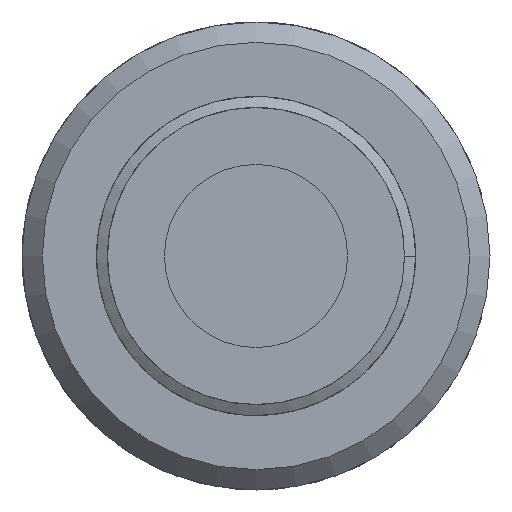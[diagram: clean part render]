
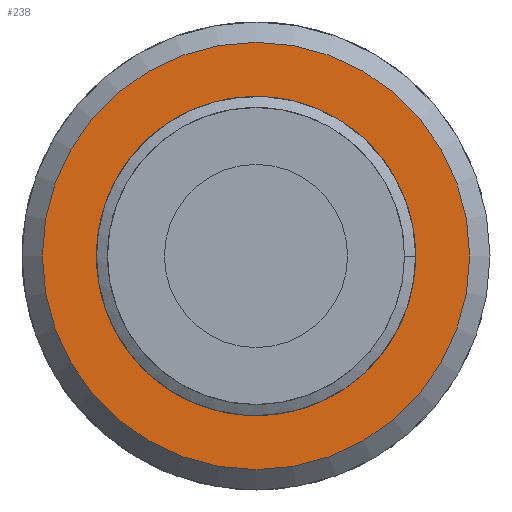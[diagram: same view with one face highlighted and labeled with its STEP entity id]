
A CAD part, front view. The second image highlights one B-rep face of the part: STEP entity #238.
In plain terms, the highlighted planar face has unit normal (0, -1, 0).
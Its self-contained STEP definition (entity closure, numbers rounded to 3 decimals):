
#238=ADVANCED_FACE('',(#239,#250),#378,.F.);
#239=FACE_BOUND('',#240,.T.);
#240=EDGE_LOOP('',(#241));
#241=ORIENTED_EDGE('',*,*,#242,.T.);
#242=EDGE_CURVE('',#243,#243,#245,.T.);
#243=VERTEX_POINT('',#244);
#244=CARTESIAN_POINT('',(0.,0.0,10.5));
#245=CIRCLE('',#246,10.5);
#246=AXIS2_PLACEMENT_3D('',#247,#248,#249);
#247=CARTESIAN_POINT('',(0.0,0.0,0.0));
#248=DIRECTION('',(0.0,-1.0,0.0));
#249=DIRECTION('',(0.0,0.0,1.0));
#250=FACE_BOUND('',#251,.T.);
#251=EDGE_LOOP('',(#252,#293,#302,#341));
#252=ORIENTED_EDGE('',*,*,#253,.T.);
#253=EDGE_CURVE('',#254,#256,#258,.F.);
#254=VERTEX_POINT('',#255);
#255=CARTESIAN_POINT('',(-3.001,0.,7.244));
#256=VERTEX_POINT('',#257);
#257=CARTESIAN_POINT('',(7.3,0.0,0.0));
#258=B_SPLINE_CURVE_WITH_KNOTS('',3,(#259,#260,#261,#262,#263,#264,#265,#266,#267,#268,#269,#270,#271,#272,#273,#274,#275,#276,#277,#278,#279,#280,#281,#282,#283,#284,#285,#286,#287,#288,#289,#290,#291,#292),.UNSPECIFIED.,.F.,.U.,(4,2,2,2,2,2,2,2,2,2,2,2,2,2,2,2,4),(0.0,0.667,1.333,2.589,3.845,5.1,6.356,7.617,8.879,10.172,11.464,12.11,12.756,13.401,14.047,14.493,14.94),.UNSPECIFIED.);
#259=CARTESIAN_POINT('',(7.3,0.0,0.0));
#260=CARTESIAN_POINT('',(7.308,0.0,0.223));
#261=CARTESIAN_POINT('',(7.306,0.,0.445));
#262=CARTESIAN_POINT('',(7.282,0.,0.889));
#263=CARTESIAN_POINT('',(7.26,0.,1.111));
#264=CARTESIAN_POINT('',(7.167,0.,1.747));
#265=CARTESIAN_POINT('',(7.072,0.,2.152));
#266=CARTESIAN_POINT('',(6.817,0.,2.94));
#267=CARTESIAN_POINT('',(6.656,0.,3.324));
#268=CARTESIAN_POINT('',(6.267,0.,4.069));
#269=CARTESIAN_POINT('',(6.043,0.,4.419));
#270=CARTESIAN_POINT('',(5.542,0.,5.078));
#271=CARTESIAN_POINT('',(5.263,0.,5.387));
#272=CARTESIAN_POINT('',(4.649,0.,5.963));
#273=CARTESIAN_POINT('',(4.321,0.,6.223));
#274=CARTESIAN_POINT('',(3.629,0.,6.685));
#275=CARTESIAN_POINT('',(3.264,0.,6.888));
#276=CARTESIAN_POINT('',(2.485,0.,7.24));
#277=CARTESIAN_POINT('',(2.081,0.,7.382));
#278=CARTESIAN_POINT('',(1.256,0.,7.598));
#279=CARTESIAN_POINT('',(0.834,0.,7.671));
#280=CARTESIAN_POINT('',(0.188,0.,7.727));
#281=CARTESIAN_POINT('',(-0.026,0.,7.737));
#282=CARTESIAN_POINT('',(-0.454,0.,7.738));
#283=CARTESIAN_POINT('',(-0.667,0.,7.73));
#284=CARTESIAN_POINT('',(-1.092,0.,7.697));
#285=CARTESIAN_POINT('',(-1.304,0.,7.671));
#286=CARTESIAN_POINT('',(-1.726,0.,7.603));
#287=CARTESIAN_POINT('',(-1.936,0.,7.56));
#288=CARTESIAN_POINT('',(-2.291,0.,7.472));
#289=CARTESIAN_POINT('',(-2.435,0.,7.433));
#290=CARTESIAN_POINT('',(-2.72,0.,7.345));
#291=CARTESIAN_POINT('',(-2.861,0.,7.297));
#292=CARTESIAN_POINT('',(-3.001,0.,7.244));
#293=ORIENTED_EDGE('',*,*,#294,.T.);
#294=EDGE_CURVE('',#256,#295,#297,.F.);
#295=VERTEX_POINT('',#296);
#296=CARTESIAN_POINT('',(0.,0.,-7.3));
#297=CIRCLE('',#298,7.3);
#298=AXIS2_PLACEMENT_3D('',#299,#300,#301);
#299=CARTESIAN_POINT('',(0.0,0.0,0.0));
#300=DIRECTION('',(0.0,-1.0,0.0));
#301=DIRECTION('',(0.0,0.0,1.0));
#302=ORIENTED_EDGE('',*,*,#303,.T.);
#303=EDGE_CURVE('',#295,#304,#306,.F.);
#304=VERTEX_POINT('',#305);
#305=CARTESIAN_POINT('',(-7.244,0.,3.001));
#306=B_SPLINE_CURVE_WITH_KNOTS('',3,(#307,#308,#309,#310,#311,#312,#313,#314,#315,#316,#317,#318,#319,#320,#321,#322,#323,#324,#325,#326,#327,#328,#329,#330,#331,#332,#333,#334,#335,#336,#337,#338,#339,#340),.UNSPECIFIED.,.F.,.U.,(4,2,2,2,2,2,2,2,2,2,2,2,2,2,2,2,4),(0.0,0.666,1.333,1.998,2.663,3.328,3.993,5.311,6.629,7.922,9.214,10.507,11.8,13.056,14.312,14.629,14.946),.UNSPECIFIED.);
#307=CARTESIAN_POINT('',(-7.244,0.,3.001));
#308=CARTESIAN_POINT('',(-7.322,0.,2.792));
#309=CARTESIAN_POINT('',(-7.391,0.,2.58));
#310=CARTESIAN_POINT('',(-7.51,0.,2.152));
#311=CARTESIAN_POINT('',(-7.561,0.,1.936));
#312=CARTESIAN_POINT('',(-7.643,0.,1.498));
#313=CARTESIAN_POINT('',(-7.675,0.,1.279));
#314=CARTESIAN_POINT('',(-7.719,0.,0.841));
#315=CARTESIAN_POINT('',(-7.732,0.,0.622));
#316=CARTESIAN_POINT('',(-7.74,0.,0.184));
#317=CARTESIAN_POINT('',(-7.735,0.,-0.036));
#318=CARTESIAN_POINT('',(-7.705,0.,-0.475));
#319=CARTESIAN_POINT('',(-7.681,0.,-0.695));
#320=CARTESIAN_POINT('',(-7.579,0.,-1.35));
#321=CARTESIAN_POINT('',(-7.474,0.,-1.774));
#322=CARTESIAN_POINT('',(-7.196,0.,-2.597));
#323=CARTESIAN_POINT('',(-7.022,0.,-2.997));
#324=CARTESIAN_POINT('',(-6.604,0.,-3.765));
#325=CARTESIAN_POINT('',(-6.368,0.,-4.122));
#326=CARTESIAN_POINT('',(-5.84,0.,-4.792));
#327=CARTESIAN_POINT('',(-5.549,0.,-5.105));
#328=CARTESIAN_POINT('',(-4.907,0.,-5.685));
#329=CARTESIAN_POINT('',(-4.565,0.,-5.943));
#330=CARTESIAN_POINT('',(-3.843,0.,-6.396));
#331=CARTESIAN_POINT('',(-3.463,0.,-6.592));
#332=CARTESIAN_POINT('',(-2.673,0.,-6.915));
#333=CARTESIAN_POINT('',(-2.276,0.,-7.038));
#334=CARTESIAN_POINT('',(-1.467,0.,-7.218));
#335=CARTESIAN_POINT('',(-1.055,0.,-7.274));
#336=CARTESIAN_POINT('',(-0.53,0.,-7.301));
#337=CARTESIAN_POINT('',(-0.424,0.,-7.304));
#338=CARTESIAN_POINT('',(-0.212,0.,-7.305));
#339=CARTESIAN_POINT('',(-0.106,0.,-7.304));
#340=CARTESIAN_POINT('',(0.,0.,-7.3));
#341=ORIENTED_EDGE('',*,*,#342,.T.);
#342=EDGE_CURVE('',#304,#254,#343,.F.);
#343=B_SPLINE_CURVE_WITH_KNOTS('',3,(#344,#345,#346,#347,#348,#349,#350,#351,#352,#353,#354,#355,#356,#357,#358,#359,#360,#361,#362,#363,#364,#365,#366,#367,#368,#369,#370,#371,#372,#373,#374,#375,#376,#377),.UNSPECIFIED.,.F.,.U.,(4,2,2,2,2,2,2,2,2,2,2,2,2,2,2,2,4),(0.0,0.125,0.25,0.752,1.254,1.756,2.258,2.508,2.758,3.26,3.762,4.013,4.263,4.735,5.207,5.686,6.165),.UNSPECIFIED.);
#344=CARTESIAN_POINT('',(-3.001,0.,7.244));
#345=CARTESIAN_POINT('',(-3.039,0.,7.228));
#346=CARTESIAN_POINT('',(-3.078,0.,7.212));
#347=CARTESIAN_POINT('',(-3.154,0.,7.179));
#348=CARTESIAN_POINT('',(-3.192,0.,7.162));
#349=CARTESIAN_POINT('',(-3.383,0.,7.076));
#350=CARTESIAN_POINT('',(-3.533,0.,7.002));
#351=CARTESIAN_POINT('',(-3.828,0.,6.846));
#352=CARTESIAN_POINT('',(-3.973,0.,6.763));
#353=CARTESIAN_POINT('',(-4.257,0.,6.587));
#354=CARTESIAN_POINT('',(-4.397,0.,6.495));
#355=CARTESIAN_POINT('',(-4.669,0.,6.302));
#356=CARTESIAN_POINT('',(-4.803,0.,6.201));
#357=CARTESIAN_POINT('',(-4.997,0.,6.043));
#358=CARTESIAN_POINT('',(-5.061,0.,5.989));
#359=CARTESIAN_POINT('',(-5.188,0.,5.881));
#360=CARTESIAN_POINT('',(-5.25,0.,5.825));
#361=CARTESIAN_POINT('',(-5.434,0.,5.655));
#362=CARTESIAN_POINT('',(-5.554,0.,5.538));
#363=CARTESIAN_POINT('',(-5.784,0.,5.297));
#364=CARTESIAN_POINT('',(-5.896,0.,5.172));
#365=CARTESIAN_POINT('',(-6.057,0.,4.98));
#366=CARTESIAN_POINT('',(-6.11,0.,4.916));
#367=CARTESIAN_POINT('',(-6.213,0.,4.784));
#368=CARTESIAN_POINT('',(-6.264,0.,4.718));
#369=CARTESIAN_POINT('',(-6.406,0.,4.524));
#370=CARTESIAN_POINT('',(-6.496,0.,4.395));
#371=CARTESIAN_POINT('',(-6.666,0.,4.131));
#372=CARTESIAN_POINT('',(-6.748,0.,3.997));
#373=CARTESIAN_POINT('',(-6.904,0.,3.721));
#374=CARTESIAN_POINT('',(-6.978,0.,3.58));
#375=CARTESIAN_POINT('',(-7.118,0.,3.294));
#376=CARTESIAN_POINT('',(-7.183,0.,3.148));
#377=CARTESIAN_POINT('',(-7.244,0.,3.001));
#378=PLANE('',#379);
#379=AXIS2_PLACEMENT_3D('',#380,#381,#382);
#380=CARTESIAN_POINT('',(0.0,0.0,0.0));
#381=DIRECTION('',(0.0,1.0,0.0));
#382=DIRECTION('',(0.0,0.0,1.0));
